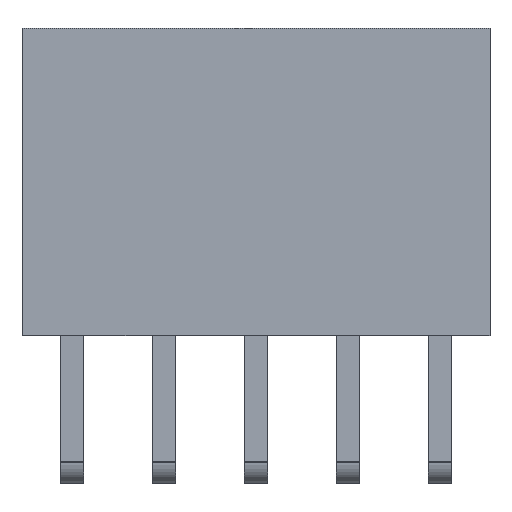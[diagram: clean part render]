
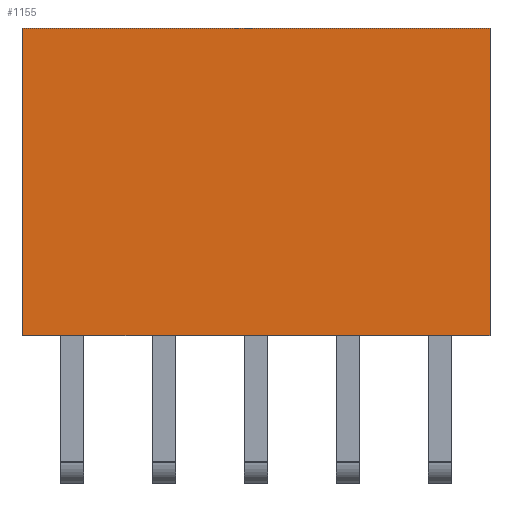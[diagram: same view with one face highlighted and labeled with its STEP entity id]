
A CAD part, top view. The second image highlights one B-rep face of the part: STEP entity #1155.
In plain terms, the highlighted planar face has unit normal (0, 0, 1).
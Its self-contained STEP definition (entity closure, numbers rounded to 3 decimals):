
#1155=ADVANCED_FACE('',(#2341),#2342,.T.);
#2341=FACE_OUTER_BOUND('',#3523,.T.);
#2342=PLANE('',#3524);
#3523=EDGE_LOOP('',(#7308,#7309,#7310,#7311));
#3524=AXIS2_PLACEMENT_3D('',#7312,#7313,#7314);
#7308=ORIENTED_EDGE('',*,*,#8915,.T.);
#7309=ORIENTED_EDGE('',*,*,#8916,.F.);
#7310=ORIENTED_EDGE('',*,*,#8917,.F.);
#7311=ORIENTED_EDGE('',*,*,#8912,.T.);
#7312=CARTESIAN_POINT('',(6.475,4.25,2.5));
#7313=DIRECTION('',(0.,-0.0,1.0));
#7314=DIRECTION('',(0.0,1.0,0.0));
#8912=EDGE_CURVE('',#11223,#11221,#11224,.T.);
#8915=EDGE_CURVE('',#11221,#11227,#11228,.T.);
#8916=EDGE_CURVE('',#11229,#11227,#11230,.T.);
#8917=EDGE_CURVE('',#11223,#11229,#11231,.T.);
#11221=VERTEX_POINT('',#14553);
#11223=VERTEX_POINT('',#14556);
#11224=LINE('',#14557,#14558);
#11227=VERTEX_POINT('',#14562);
#11228=LINE('',#14563,#14564);
#11229=VERTEX_POINT('',#14565);
#11230=LINE('',#14566,#14567);
#11231=LINE('',#14568,#14569);
#14553=CARTESIAN_POINT('',(-6.475,8.5,2.5));
#14556=CARTESIAN_POINT('',(6.475,8.5,2.5));
#14557=CARTESIAN_POINT('',(6.475,8.5,2.5));
#14558=VECTOR('',#16004,1.0);
#14562=CARTESIAN_POINT('',(-6.475,0.0,2.5));
#14563=CARTESIAN_POINT('',(-6.475,8.5,2.5));
#14564=VECTOR('',#16006,1.0);
#14565=CARTESIAN_POINT('',(6.475,0.0,2.5));
#14566=CARTESIAN_POINT('',(6.475,0.0,2.5));
#14567=VECTOR('',#16007,1.0);
#14568=CARTESIAN_POINT('',(6.475,8.5,2.5));
#14569=VECTOR('',#16008,1.0);
#16004=DIRECTION('',(-1.0,0.0,0.));
#16006=DIRECTION('',(0.0,-1.0,0.0));
#16007=DIRECTION('',(-1.0,0.0,0.));
#16008=DIRECTION('',(0.0,-1.0,0.0));
